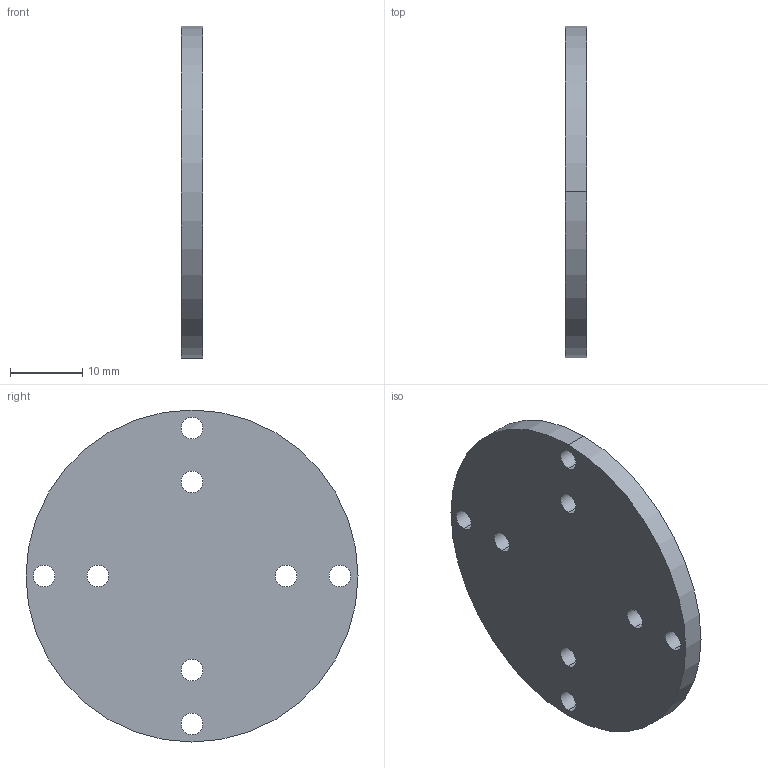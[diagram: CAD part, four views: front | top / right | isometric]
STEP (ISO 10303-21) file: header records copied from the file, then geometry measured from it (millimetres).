
FILE_DESCRIPTION (( 'STEP AP214' ), '1' );
FILE_NAME ('Motor to Arm Adaptor.STEP', '2025-04-20T13:45:47', ( '' ), ( '' ), 'SwSTEP 2.0', 'SolidWorks 2022', '' );
FILE_SCHEMA (( 'AUTOMOTIVE_DESIGN' ));
Length unit declared in the file: millimetre
Products named in the file (1): Motor to Arm Adaptor
Bounding box: 3 x 46 x 46 mm (x, y, z)
Volume: 4816.1 mm3; surface area: 3870.4 mm2
Topology: 1 solids, 1 shells, 20 faces, 54 edges, 36 vertices
Faces by surface type: cylinder 18, plane 2
Entity records: 720 total; most frequent: DIRECTION 132, CARTESIAN_POINT 111, ORIENTED_EDGE 108, AXIS2_PLACEMENT_3D 57, EDGE_CURVE 54, CIRCLE 36, EDGE_LOOP 36, VERTEX_POINT 36
